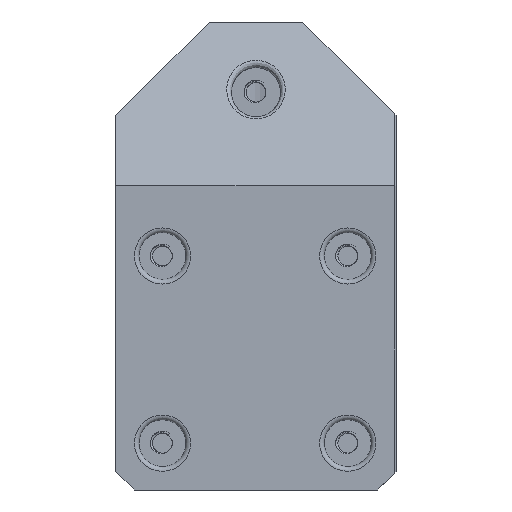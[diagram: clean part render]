
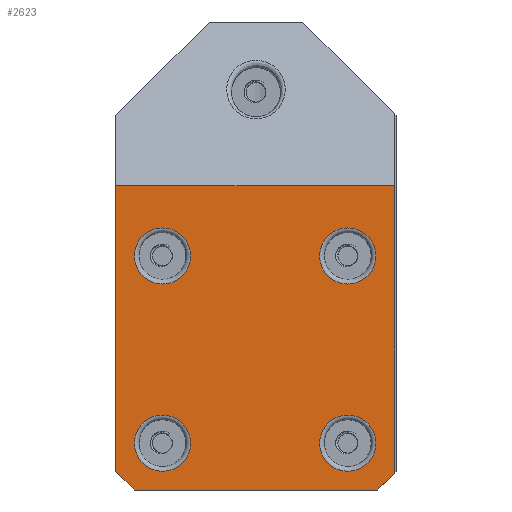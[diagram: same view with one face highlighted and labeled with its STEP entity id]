
A CAD part, front view. The second image highlights one B-rep face of the part: STEP entity #2623.
In plain terms, the highlighted planar face has unit normal (0, -1, 0).
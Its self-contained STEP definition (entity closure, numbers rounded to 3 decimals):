
#41=FACE_BOUND('',#325,.T.);
#42=FACE_BOUND('',#326,.T.);
#43=FACE_BOUND('',#327,.T.);
#44=FACE_BOUND('',#328,.T.);
#58=PLANE('',#2823);
#177=FACE_OUTER_BOUND('',#324,.T.);
#324=EDGE_LOOP('',(#1933,#1934,#1935,#1936,#1937,#1938));
#325=EDGE_LOOP('',(#1939));
#326=EDGE_LOOP('',(#1940));
#327=EDGE_LOOP('',(#1941));
#328=EDGE_LOOP('',(#1942));
#444=CIRCLE('',#2819,6.);
#448=CIRCLE('',#2824,6.);
#449=CIRCLE('',#2825,6.);
#450=CIRCLE('',#2826,6.);
#709=LINE('',#5635,#887);
#710=LINE('',#5637,#888);
#711=LINE('',#5639,#889);
#712=LINE('',#5641,#890);
#713=LINE('',#5643,#891);
#714=LINE('',#5644,#892);
#887=VECTOR('',#3175,10.);
#888=VECTOR('',#3176,10.);
#889=VECTOR('',#3177,10.);
#890=VECTOR('',#3178,10.);
#891=VECTOR('',#3179,10.);
#892=VECTOR('',#3180,10.);
#1170=VERTEX_POINT('',#5625);
#1173=VERTEX_POINT('',#5633);
#1174=VERTEX_POINT('',#5634);
#1175=VERTEX_POINT('',#5636);
#1176=VERTEX_POINT('',#5638);
#1177=VERTEX_POINT('',#5640);
#1178=VERTEX_POINT('',#5642);
#1179=VERTEX_POINT('',#5645);
#1180=VERTEX_POINT('',#5647);
#1181=VERTEX_POINT('',#5649);
#1480=EDGE_CURVE('',#1170,#1170,#444,.T.);
#1484=EDGE_CURVE('',#1173,#1174,#709,.T.);
#1485=EDGE_CURVE('',#1173,#1175,#710,.T.);
#1486=EDGE_CURVE('',#1175,#1176,#711,.T.);
#1487=EDGE_CURVE('',#1177,#1176,#712,.T.);
#1488=EDGE_CURVE('',#1178,#1177,#713,.T.);
#1489=EDGE_CURVE('',#1174,#1178,#714,.T.);
#1490=EDGE_CURVE('',#1179,#1179,#448,.T.);
#1491=EDGE_CURVE('',#1180,#1180,#449,.T.);
#1492=EDGE_CURVE('',#1181,#1181,#450,.T.);
#1933=ORIENTED_EDGE('',*,*,#1484,.F.);
#1934=ORIENTED_EDGE('',*,*,#1485,.T.);
#1935=ORIENTED_EDGE('',*,*,#1486,.T.);
#1936=ORIENTED_EDGE('',*,*,#1487,.F.);
#1937=ORIENTED_EDGE('',*,*,#1488,.F.);
#1938=ORIENTED_EDGE('',*,*,#1489,.F.);
#1939=ORIENTED_EDGE('',*,*,#1490,.F.);
#1940=ORIENTED_EDGE('',*,*,#1491,.F.);
#1941=ORIENTED_EDGE('',*,*,#1492,.F.);
#1942=ORIENTED_EDGE('',*,*,#1480,.F.);
#2623=ADVANCED_FACE('',(#177,#41,#42,#43,#44),#58,.T.);
#2819=AXIS2_PLACEMENT_3D('',#5626,#3165,#3166);
#2823=AXIS2_PLACEMENT_3D('',#5632,#3173,#3174);
#2824=AXIS2_PLACEMENT_3D('',#5646,#3181,#3182);
#2825=AXIS2_PLACEMENT_3D('',#5648,#3183,#3184);
#2826=AXIS2_PLACEMENT_3D('',#5650,#3185,#3186);
#3165=DIRECTION('center_axis',(0.,-1.,0.));
#3166=DIRECTION('ref_axis',(0.,0.,1.));
#3173=DIRECTION('center_axis',(0.,-1.,0.));
#3174=DIRECTION('ref_axis',(1.,0.,0.));
#3175=DIRECTION('',(0.,0.,-1.));
#3176=DIRECTION('',(-1.,0.,0.));
#3177=DIRECTION('',(0.,0.,-1.));
#3178=DIRECTION('',(-0.707,0.,0.707));
#3179=DIRECTION('',(-1.,0.,0.));
#3180=DIRECTION('',(-0.707,0.,-0.707));
#3181=DIRECTION('center_axis',(0.,-1.,0.));
#3182=DIRECTION('ref_axis',(0.,0.,1.));
#3183=DIRECTION('center_axis',(0.,-1.,0.));
#3184=DIRECTION('ref_axis',(0.,0.,1.));
#3185=DIRECTION('center_axis',(0.,-1.,0.));
#3186=DIRECTION('ref_axis',(0.,0.,1.));
#5625=CARTESIAN_POINT('',(19.6,-15.,-16.));
#5626=CARTESIAN_POINT('Origin',(19.6,-15.,-10.));
#5632=CARTESIAN_POINT('Origin',(-30.,-15.,0.));
#5633=CARTESIAN_POINT('',(29.6,-15.,5.));
#5634=CARTESIAN_POINT('',(29.6,-15.,-56.4));
#5635=CARTESIAN_POINT('',(29.6,-15.,0.));
#5636=CARTESIAN_POINT('',(-30.,-15.,5.));
#5637=CARTESIAN_POINT('',(-30.,-15.,5.));
#5638=CARTESIAN_POINT('',(-30.,-15.,-56.));
#5639=CARTESIAN_POINT('',(-30.,-15.,0.));
#5640=CARTESIAN_POINT('',(-26.,-15.,-60.));
#5641=CARTESIAN_POINT('',(-43.,-15.,-43.));
#5642=CARTESIAN_POINT('',(26.,-15.,-60.));
#5643=CARTESIAN_POINT('',(30.,-15.,-60.));
#5644=CARTESIAN_POINT('',(28.,-15.,-58.));
#5645=CARTESIAN_POINT('',(-20.,-15.,-16.));
#5646=CARTESIAN_POINT('Origin',(-20.,-15.,-10.));
#5647=CARTESIAN_POINT('',(19.6,-15.,-56.));
#5648=CARTESIAN_POINT('Origin',(19.6,-15.,-50.));
#5649=CARTESIAN_POINT('',(-20.,-15.,-56.));
#5650=CARTESIAN_POINT('Origin',(-20.,-15.,-50.));
